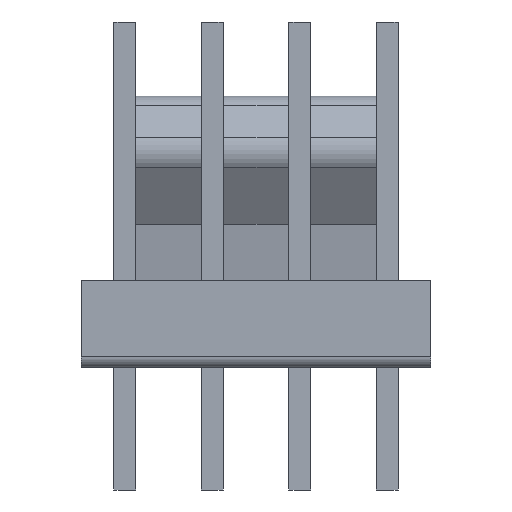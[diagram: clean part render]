
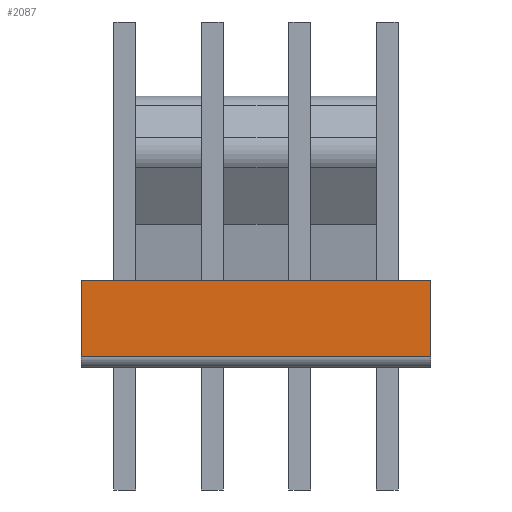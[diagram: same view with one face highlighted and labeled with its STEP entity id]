
A CAD part, front view. The second image highlights one B-rep face of the part: STEP entity #2087.
In plain terms, the highlighted planar face has unit normal (0, -1, 0).
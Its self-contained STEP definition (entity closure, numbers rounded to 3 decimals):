
#53 = LINE ( 'NONE', #1674, #574 ) ;
#64 = VECTOR ( 'NONE', #1499, 1000. ) ;
#70 = DIRECTION ( 'NONE',  ( 1., 0., 0. ) ) ;
#81 = LINE ( 'NONE', #908, #64 ) ;
#116 = VERTEX_POINT ( 'NONE', #1388 ) ;
#228 = CARTESIAN_POINT ( 'NONE',  ( 5.08, -2.667, 2.54 ) ) ;
#376 = ORIENTED_EDGE ( 'NONE', *, *, #1213, .F. ) ;
#516 = ORIENTED_EDGE ( 'NONE', *, *, #898, .T. ) ;
#557 = EDGE_LOOP ( 'NONE', ( #1379, #376, #2031, #516 ) ) ;
#574 = VECTOR ( 'NONE', #1479, 1000. ) ;
#645 = VERTEX_POINT ( 'NONE', #1692 ) ;
#700 = EDGE_CURVE ( 'NONE', #1668, #645, #53, .T. ) ;
#755 = LINE ( 'NONE', #2013, #757 ) ;
#757 = VECTOR ( 'NONE', #70, 1000. ) ;
#764 = CARTESIAN_POINT ( 'NONE',  ( -5.08, -2.667, 2.54 ) ) ;
#777 = DIRECTION ( 'NONE',  ( 0., 0., -1. ) ) ;
#838 = VECTOR ( 'NONE', #1867, 1000. ) ;
#842 = LINE ( 'NONE', #1557, #838 ) ;
#898 = EDGE_CURVE ( 'NONE', #645, #116, #842, .T. ) ;
#908 = CARTESIAN_POINT ( 'NONE',  ( 5.08, -2.667, 2.54 ) ) ;
#1150 = DIRECTION ( 'NONE',  ( 0., -1., 0. ) ) ;
#1208 = EDGE_CURVE ( 'NONE', #116, #1648, #755, .T. ) ;
#1213 = EDGE_CURVE ( 'NONE', #1668, #1648, #81, .T. ) ;
#1379 = ORIENTED_EDGE ( 'NONE', *, *, #1208, .T. ) ;
#1388 = CARTESIAN_POINT ( 'NONE',  ( -5.08, -2.667, 0.311 ) ) ;
#1420 = PLANE ( 'NONE',  #1440 ) ;
#1440 = AXIS2_PLACEMENT_3D ( 'NONE', #764, #1150, #777 ) ;
#1446 = FACE_OUTER_BOUND ( 'NONE', #557, .T. ) ;
#1479 = DIRECTION ( 'NONE',  ( -1., 0., 0. ) ) ;
#1499 = DIRECTION ( 'NONE',  ( 0., 0., -1. ) ) ;
#1557 = CARTESIAN_POINT ( 'NONE',  ( -5.08, -2.667, 2.54 ) ) ;
#1648 = VERTEX_POINT ( 'NONE', #1847 ) ;
#1668 = VERTEX_POINT ( 'NONE', #228 ) ;
#1674 = CARTESIAN_POINT ( 'NONE',  ( -5.08, -2.667, 2.54 ) ) ;
#1692 = CARTESIAN_POINT ( 'NONE',  ( -5.08, -2.667, 2.54 ) ) ;
#1847 = CARTESIAN_POINT ( 'NONE',  ( 5.08, -2.667, 0.311 ) ) ;
#1867 = DIRECTION ( 'NONE',  ( 0., 0., -1. ) ) ;
#2013 = CARTESIAN_POINT ( 'NONE',  ( -5.08, -2.667, 0.311 ) ) ;
#2031 = ORIENTED_EDGE ( 'NONE', *, *, #700, .T. ) ;
#2087 = ADVANCED_FACE ( 'NONE', ( #1446 ), #1420, .T. ) ;
